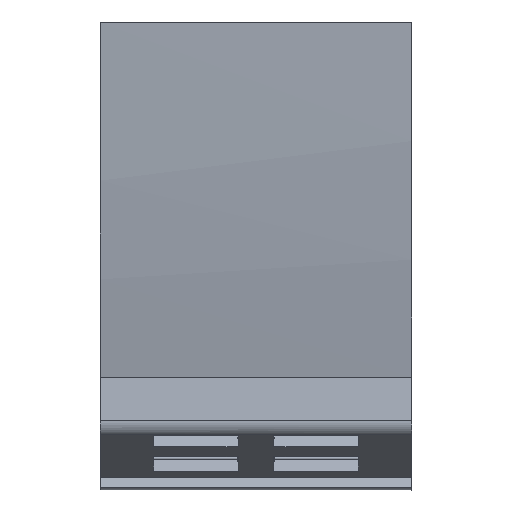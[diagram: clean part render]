
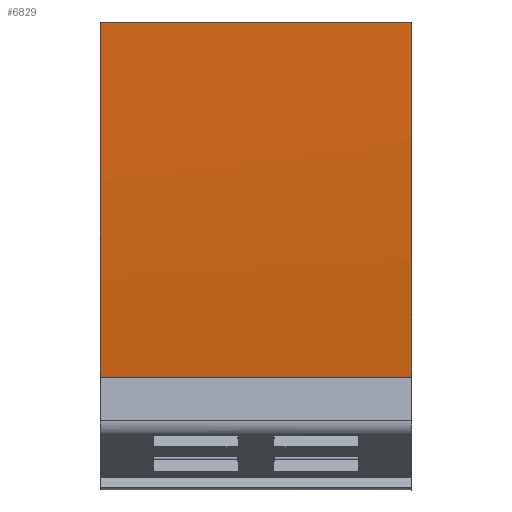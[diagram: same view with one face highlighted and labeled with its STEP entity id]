
A CAD part, top view. The second image highlights one B-rep face of the part: STEP entity #6829.
In plain terms, the highlighted cylindrical face has radius 150 mm (diameter 300 mm), a partial arc.
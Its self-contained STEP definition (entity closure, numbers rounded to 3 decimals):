
#6816=AXIS2_PLACEMENT_3D('Cylinder Axis2P3D',#6813,#6814,#6815) ;
#6820=AXIS2_PLACEMENT_3D('Circle Axis2P3D',#6818,#6819,$) ;
#705=CARTESIAN_POINT('Vertex',(0.,7.8,40.225)) ;
#709=CARTESIAN_POINT('Control Point',(0.,32.436,42.679)) ;
#710=CARTESIAN_POINT('Control Point',(0.,27.48,42.597)) ;
#711=CARTESIAN_POINT('Control Point',(0.,22.526,42.309)) ;
#712=CARTESIAN_POINT('Control Point',(0.,17.588,41.817)) ;
#713=CARTESIAN_POINT('Control Point',(0.,12.675,41.122)) ;
#714=CARTESIAN_POINT('Control Point',(0.,7.8,40.225)) ;
#715=CARTESIAN_POINT('Vertex',(0.,32.436,42.679)) ;
#1452=CARTESIAN_POINT('Line Origine',(10.8,7.8,40.225)) ;
#1456=CARTESIAN_POINT('Vertex',(21.6,7.8,40.225)) ;
#1489=CARTESIAN_POINT('Vertex',(21.6,32.436,42.679)) ;
#1497=CARTESIAN_POINT('Line Origine',(10.8,32.436,42.679)) ;
#6813=CARTESIAN_POINT('Axis2P3D Location',(16.86,34.936,-107.3)) ;
#6818=CARTESIAN_POINT('Axis2P3D Location',(21.6,34.936,-107.3)) ;
#1453=DIRECTION('Vector Direction',(1.,0.,0.)) ;
#1498=DIRECTION('Vector Direction',(1.,0.,0.)) ;
#6814=DIRECTION('Axis2P3D Direction',(1.,0.,0.)) ;
#6815=DIRECTION('Axis2P3D XDirection',(0.,-0.017,1.)) ;
#6819=DIRECTION('Axis2P3D Direction',(1.,0.,0.)) ;
#1454=VECTOR('Line Direction',#1453,1.) ;
#1499=VECTOR('Line Direction',#1498,1.) ;
#6824=ORIENTED_EDGE('',*,*,#6822,.F.) ;
#6825=ORIENTED_EDGE('',*,*,#1501,.T.) ;
#6826=ORIENTED_EDGE('',*,*,#717,.F.) ;
#6827=ORIENTED_EDGE('',*,*,#1458,.T.) ;
#6829=ADVANCED_FACE('Koerper.2',(#6828),#6817,.T.) ;
#708=B_SPLINE_CURVE_WITH_KNOTS('',5,(#709,#710,#711,#712,#713,#714),.UNSPECIFIED.,.F.,.U.,(6,6),(0.,35.053),.UNSPECIFIED.) ;
#6821=CIRCLE('generated circle',#6820,150.) ;
#6817=CYLINDRICAL_SURFACE('generated cylinder',#6816,150.) ;
#717=EDGE_CURVE('',#706,#716,#708,.F.) ;
#1458=EDGE_CURVE('',#706,#1457,#1455,.T.) ;
#1501=EDGE_CURVE('',#1490,#716,#1500,.F.) ;
#6822=EDGE_CURVE('',#1490,#1457,#6821,.T.) ;
#6823=EDGE_LOOP('',(#6824,#6825,#6826,#6827)) ;
#6828=FACE_OUTER_BOUND('',#6823,.T.) ;
#1455=LINE('Line',#1452,#1454) ;
#1500=LINE('Line',#1497,#1499) ;
#706=VERTEX_POINT('',#705) ;
#716=VERTEX_POINT('',#715) ;
#1457=VERTEX_POINT('',#1456) ;
#1490=VERTEX_POINT('',#1489) ;
